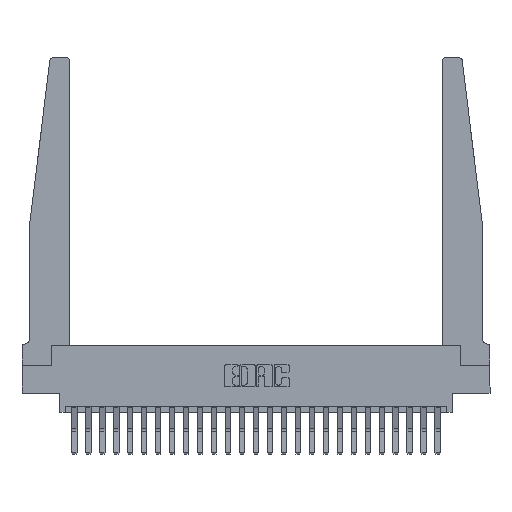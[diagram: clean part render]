
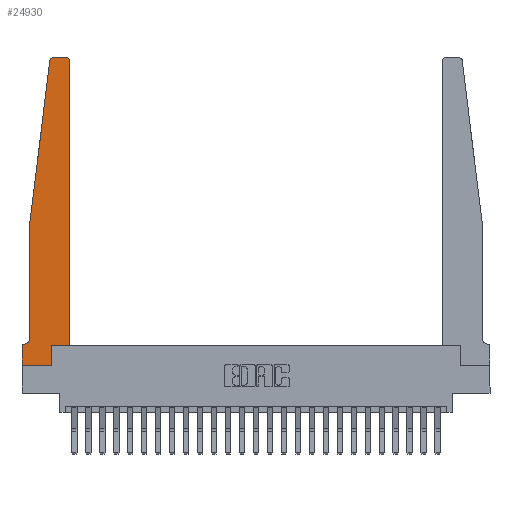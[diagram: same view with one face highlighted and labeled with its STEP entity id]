
A CAD part, top view. The second image highlights one B-rep face of the part: STEP entity #24930.
In plain terms, the highlighted planar face has unit normal (0, 0, 1).
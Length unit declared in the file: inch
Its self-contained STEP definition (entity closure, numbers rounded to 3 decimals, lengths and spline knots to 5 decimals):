
#444 = DIRECTION ( 'NONE',  ( -0.122, -0.992, 0. ) ) ;
#1116 = DIRECTION ( 'NONE',  ( 0., 1., 0. ) ) ;
#1120 = CARTESIAN_POINT ( 'NONE',  ( 0.395, 2.72, 0.37 ) ) ;
#1254 = ORIENTED_EDGE ( 'NONE', *, *, #3330, .T. ) ;
#1357 = ORIENTED_EDGE ( 'NONE', *, *, #20185, .T. ) ;
#1449 = DIRECTION ( 'NONE',  ( 0., 0., -1. ) ) ;
#1707 = CIRCLE ( 'NONE', #11840, 0.05 ) ;
#1715 = VERTEX_POINT ( 'NONE', #7388 ) ;
#1759 = VECTOR ( 'NONE', #22089, 39.37008 ) ;
#1789 = FACE_OUTER_BOUND ( 'NONE', #18972, .T. ) ;
#2087 = CARTESIAN_POINT ( 'NONE',  ( 0.065, 0.2375, 0.37 ) ) ;
#2450 = CARTESIAN_POINT ( 'NONE',  ( 0.425, 0.18, 0.37 ) ) ;
#2534 = EDGE_CURVE ( 'NONE', #11293, #1715, #5302, .T. ) ;
#3074 = AXIS2_PLACEMENT_3D ( 'NONE', #21892, #13900, #19727 ) ;
#3330 = EDGE_CURVE ( 'NONE', #10696, #6243, #16172, .T. ) ;
#3488 = LINE ( 'NONE', #7804, #16889 ) ;
#3909 = CARTESIAN_POINT ( 'NONE',  ( 0., 0., 0.37 ) ) ;
#3945 = EDGE_CURVE ( 'NONE', #1715, #12052, #15654, .T. ) ;
#4232 = DIRECTION ( 'NONE',  ( 1., 0., 0. ) ) ;
#4454 = EDGE_CURVE ( 'NONE', #20613, #22629, #3488, .T. ) ;
#5068 = ORIENTED_EDGE ( 'NONE', *, *, #13942, .T. ) ;
#5302 = LINE ( 'NONE', #20396, #23542 ) ;
#5391 = DIRECTION ( 'NONE',  ( -1., 0., 0. ) ) ;
#5406 = DIRECTION ( 'NONE',  ( 0., 1., 0. ) ) ;
#5559 = CARTESIAN_POINT ( 'NONE',  ( 0.27653, 2.75, 0.37 ) ) ;
#5884 = VECTOR ( 'NONE', #6056, 39.37008 ) ;
#6056 = DIRECTION ( 'NONE',  ( 0., -1., 0. ) ) ;
#6215 = LINE ( 'NONE', #17794, #1759 ) ;
#6243 = VERTEX_POINT ( 'NONE', #15257 ) ;
#6312 = AXIS2_PLACEMENT_3D ( 'NONE', #17288, #12460, #12205 ) ;
#6660 = CARTESIAN_POINT ( 'NONE',  ( 0.065, 1.25, 0.37 ) ) ;
#7186 = LINE ( 'NONE', #22669, #8789 ) ;
#7317 = DIRECTION ( 'NONE',  ( 1., 0., 0. ) ) ;
#7388 = CARTESIAN_POINT ( 'NONE',  ( 0.425, 2.72, 0.37 ) ) ;
#7414 = DIRECTION ( 'NONE',  ( -1., 0., 0. ) ) ;
#7804 = CARTESIAN_POINT ( 'NONE',  ( 0.2605, 0.18, 0.37 ) ) ;
#8348 = AXIS2_PLACEMENT_3D ( 'NONE', #1120, #16989, #20903 ) ;
#8443 = DIRECTION ( 'NONE',  ( 0., -1., 0. ) ) ;
#8789 = VECTOR ( 'NONE', #7317, 39.37008 ) ;
#8814 = LINE ( 'NONE', #6660, #14615 ) ;
#9007 = VECTOR ( 'NONE', #7414, 39.37008 ) ;
#9077 = VERTEX_POINT ( 'NONE', #2087 ) ;
#9540 = PLANE ( 'NONE',  #6312 ) ;
#10696 = VERTEX_POINT ( 'NONE', #12849 ) ;
#11293 = VERTEX_POINT ( 'NONE', #21756 ) ;
#11325 = EDGE_CURVE ( 'NONE', #6243, #9077, #8814, .T. ) ;
#11840 = AXIS2_PLACEMENT_3D ( 'NONE', #14660, #1449, #5391 ) ;
#12052 = VERTEX_POINT ( 'NONE', #13470 ) ;
#12115 = CARTESIAN_POINT ( 'NONE',  ( 0.065, 1.25, 0.37 ) ) ;
#12205 = DIRECTION ( 'NONE',  ( 1., 0., 0. ) ) ;
#12460 = DIRECTION ( 'NONE',  ( 0., 0., 1. ) ) ;
#12849 = CARTESIAN_POINT ( 'NONE',  ( 0.24675, 2.72367, 0.37 ) ) ;
#13102 = ORIENTED_EDGE ( 'NONE', *, *, #22450, .T. ) ;
#13164 = ORIENTED_EDGE ( 'NONE', *, *, #18369, .T. ) ;
#13470 = CARTESIAN_POINT ( 'NONE',  ( 0.395, 2.75, 0.37 ) ) ;
#13561 = LINE ( 'NONE', #3909, #5884 ) ;
#13603 = VECTOR ( 'NONE', #444, 39.37008 ) ;
#13631 = LINE ( 'NONE', #21365, #9007 ) ;
#13852 = CARTESIAN_POINT ( 'NONE',  ( 0., 0.1875, 0.37 ) ) ;
#13900 = DIRECTION ( 'NONE',  ( 0., 0., 1. ) ) ;
#13942 = EDGE_CURVE ( 'NONE', #22629, #11293, #23410, .T. ) ;
#14195 = CARTESIAN_POINT ( 'NONE',  ( 0.2605, 0., 0.37 ) ) ;
#14615 = VECTOR ( 'NONE', #8443, 39.37008 ) ;
#14660 = CARTESIAN_POINT ( 'NONE',  ( 0.015, 0.2375, 0.37 ) ) ;
#15257 = CARTESIAN_POINT ( 'NONE',  ( 0.065, 1.25, 0.37 ) ) ;
#15518 = CARTESIAN_POINT ( 'NONE',  ( 0., 0., 0.37 ) ) ;
#15576 = ORIENTED_EDGE ( 'NONE', *, *, #11325, .T. ) ;
#15639 = VERTEX_POINT ( 'NONE', #15518 ) ;
#15654 = CIRCLE ( 'NONE', #8348, 0.03 ) ;
#16172 = LINE ( 'NONE', #12115, #13603 ) ;
#16301 = VERTEX_POINT ( 'NONE', #5559 ) ;
#16889 = VECTOR ( 'NONE', #5406, 39.37008 ) ;
#16989 = DIRECTION ( 'NONE',  ( 0., 0., 1. ) ) ;
#17288 = CARTESIAN_POINT ( 'NONE',  ( 0., 0.1875, 0.37 ) ) ;
#17794 = CARTESIAN_POINT ( 'NONE',  ( 0.25, 2.75, 0.37 ) ) ;
#18026 = ORIENTED_EDGE ( 'NONE', *, *, #3945, .T. ) ;
#18369 = EDGE_CURVE ( 'NONE', #9077, #19344, #1707, .T. ) ;
#18533 = EDGE_CURVE ( 'NONE', #19344, #21328, #13631, .T. ) ;
#18972 = EDGE_LOOP ( 'NONE', ( #1357, #22525, #1254, #15576, #13164, #24830, #13102, #21618, #19138, #5068, #23300, #18026 ) ) ;
#19138 = ORIENTED_EDGE ( 'NONE', *, *, #4454, .T. ) ;
#19344 = VERTEX_POINT ( 'NONE', #23056 ) ;
#19727 = DIRECTION ( 'NONE',  ( 1., 0., 0. ) ) ;
#20185 = EDGE_CURVE ( 'NONE', #12052, #16301, #6215, .T. ) ;
#20396 = CARTESIAN_POINT ( 'NONE',  ( 0.425, 0.18, 0.37 ) ) ;
#20613 = VERTEX_POINT ( 'NONE', #14195 ) ;
#20903 = DIRECTION ( 'NONE',  ( 1., 0., 0. ) ) ;
#21328 = VERTEX_POINT ( 'NONE', #13852 ) ;
#21365 = CARTESIAN_POINT ( 'NONE',  ( 0.065, 0.1875, 0.37 ) ) ;
#21618 = ORIENTED_EDGE ( 'NONE', *, *, #23940, .T. ) ;
#21756 = CARTESIAN_POINT ( 'NONE',  ( 0.425, 0.18, 0.37 ) ) ;
#21892 = CARTESIAN_POINT ( 'NONE',  ( 0.27653, 2.72, 0.37 ) ) ;
#22089 = DIRECTION ( 'NONE',  ( -1., 0., 0. ) ) ;
#22450 = EDGE_CURVE ( 'NONE', #21328, #15639, #13561, .T. ) ;
#22525 = ORIENTED_EDGE ( 'NONE', *, *, #23030, .T. ) ;
#22629 = VERTEX_POINT ( 'NONE', #24209 ) ;
#22669 = CARTESIAN_POINT ( 'NONE',  ( 0., 0., 0.37 ) ) ;
#23030 = EDGE_CURVE ( 'NONE', #16301, #10696, #24975, .T. ) ;
#23056 = CARTESIAN_POINT ( 'NONE',  ( 0.015, 0.1875, 0.37 ) ) ;
#23217 = VECTOR ( 'NONE', #4232, 39.37008 ) ;
#23300 = ORIENTED_EDGE ( 'NONE', *, *, #2534, .T. ) ;
#23410 = LINE ( 'NONE', #2450, #23217 ) ;
#23542 = VECTOR ( 'NONE', #1116, 39.37008 ) ;
#23940 = EDGE_CURVE ( 'NONE', #15639, #20613, #7186, .T. ) ;
#24209 = CARTESIAN_POINT ( 'NONE',  ( 0.2605, 0.18, 0.37 ) ) ;
#24830 = ORIENTED_EDGE ( 'NONE', *, *, #18533, .T. ) ;
#24930 = ADVANCED_FACE ( 'NONE', ( #1789 ), #9540, .T. ) ;
#24975 = CIRCLE ( 'NONE', #3074, 0.03 ) ;
